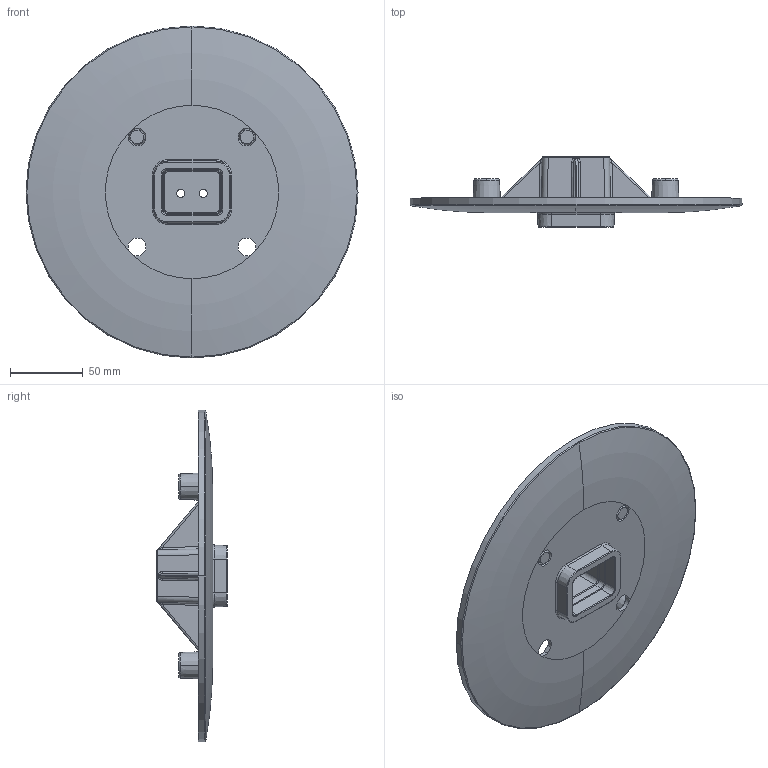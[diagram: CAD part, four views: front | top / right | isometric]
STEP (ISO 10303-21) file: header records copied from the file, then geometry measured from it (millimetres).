
FILE_DESCRIPTION (( 'STEP AP203' ), '1' );
FILE_NAME ('C115AA.STEP', '2022-09-15T11:18:01', ( '' ), ( '' ), 'SwSTEP 2.0', 'SolidWorks 2019', '' );
FILE_SCHEMA (( 'CONFIG_CONTROL_DESIGN' ));
Length unit declared in the file: millimetre
Products named in the file (1): C115AA
Bounding box: 228.51 x 48.46 x 228.51 mm (x, y, z)
Volume: 185895 mm3; surface area: 108672 mm2
Topology: 1 solids, 1 shells, 291 faces, 692 edges, 412 vertices
Faces by surface type: cylinder 88, plane 69, bspline 60, torus 40, cone 34
Entity records: 11299 total; most frequent: CARTESIAN_POINT 4902, ORIENTED_EDGE 1384, DIRECTION 1302, EDGE_CURVE 692, AXIS2_PLACEMENT_3D 538, VERTEX_POINT 412, EDGE_LOOP 308, CIRCLE 306
